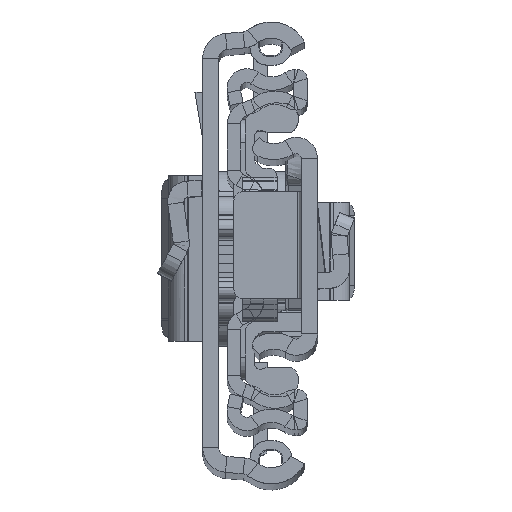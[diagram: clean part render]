
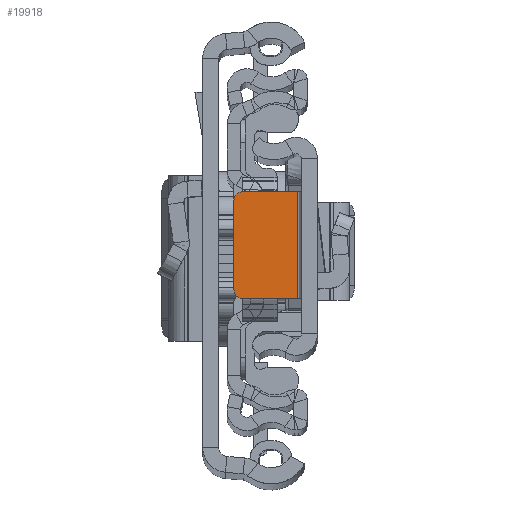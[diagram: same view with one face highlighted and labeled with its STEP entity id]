
A CAD part, top view. The second image highlights one B-rep face of the part: STEP entity #19918.
In plain terms, the highlighted planar face has unit normal (0, 0, 1).
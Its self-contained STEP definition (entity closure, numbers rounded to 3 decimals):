
#1477 = ORIENTED_EDGE ( 'NONE', *, *, #10649, .T. ) ;
#1761 = DIRECTION ( 'NONE',  ( 1., 0., 0. ) ) ;
#2190 = CIRCLE ( 'NONE', #19089, 1. ) ;
#3576 = CARTESIAN_POINT ( 'NONE',  ( -9.4, 6.151, -6.8 ) ) ;
#4388 = VECTOR ( 'NONE', #20094, 1000. ) ;
#4953 = EDGE_CURVE ( 'NONE', #21981, #10838, #20329, .T. ) ;
#5929 = VERTEX_POINT ( 'NONE', #18492 ) ;
#6575 = LINE ( 'NONE', #3576, #18258 ) ;
#6797 = CIRCLE ( 'NONE', #17418, 1. ) ;
#6968 = ORIENTED_EDGE ( 'NONE', *, *, #22983, .T. ) ;
#7114 = DIRECTION ( 'NONE',  ( 0., 0., 1. ) ) ;
#8304 = VERTEX_POINT ( 'NONE', #27203 ) ;
#8531 = CARTESIAN_POINT ( 'NONE',  ( -2.3, 6.151, -6.8 ) ) ;
#8712 = CARTESIAN_POINT ( 'NONE',  ( 0., 0., -6.8 ) ) ;
#9148 = DIRECTION ( 'NONE',  ( 0., -1., 0. ) ) ;
#9340 = EDGE_LOOP ( 'NONE', ( #17820, #1477, #14501, #25246, #25605, #6968 ) ) ;
#10649 = EDGE_CURVE ( 'NONE', #11602, #8304, #2190, .T. ) ;
#10838 = VERTEX_POINT ( 'NONE', #25854 ) ;
#11602 = VERTEX_POINT ( 'NONE', #26245 ) ;
#11783 = DIRECTION ( 'NONE',  ( 0., 0., 1. ) ) ;
#11812 = CARTESIAN_POINT ( 'NONE',  ( -8.4, 5.151, -6.8 ) ) ;
#12058 = VECTOR ( 'NONE', #9148, 1000. ) ;
#12802 = FACE_OUTER_BOUND ( 'NONE', #9340, .T. ) ;
#13011 = CARTESIAN_POINT ( 'NONE',  ( -1.8, 6.151, -6.8 ) ) ;
#14501 = ORIENTED_EDGE ( 'NONE', *, *, #23813, .F. ) ;
#14656 = VECTOR ( 'NONE', #29101, 1000. ) ;
#14961 = CARTESIAN_POINT ( 'NONE',  ( -2.3, 6.151, -6.8 ) ) ;
#15355 = AXIS2_PLACEMENT_3D ( 'NONE', #8712, #22307, #1761 ) ;
#16340 = DIRECTION ( 'NONE',  ( 1., 0., 0. ) ) ;
#16529 = CARTESIAN_POINT ( 'NONE',  ( -8.4, -4.849, -6.8 ) ) ;
#17418 = AXIS2_PLACEMENT_3D ( 'NONE', #11812, #7114, #16340 ) ;
#17741 = CARTESIAN_POINT ( 'NONE',  ( -8.4, 6.151, -6.8 ) ) ;
#17820 = ORIENTED_EDGE ( 'NONE', *, *, #19915, .F. ) ;
#18258 = VECTOR ( 'NONE', #19732, 1000. ) ;
#18492 = CARTESIAN_POINT ( 'NONE',  ( -9.4, 5.151, -6.8 ) ) ;
#19089 = AXIS2_PLACEMENT_3D ( 'NONE', #16529, #11783, #21007 ) ;
#19732 = DIRECTION ( 'NONE',  ( 0., 1., 0. ) ) ;
#19915 = EDGE_CURVE ( 'NONE', #11602, #5929, #6575, .T. ) ;
#19918 = ADVANCED_FACE ( 'NONE', ( #12802 ), #20348, .T. ) ;
#20094 = DIRECTION ( 'NONE',  ( 1., 0., 0. ) ) ;
#20329 = LINE ( 'NONE', #8531, #12058 ) ;
#20348 = PLANE ( 'NONE',  #15355 ) ;
#21007 = DIRECTION ( 'NONE',  ( 1., 0., 0. ) ) ;
#21981 = VERTEX_POINT ( 'NONE', #14961 ) ;
#22307 = DIRECTION ( 'NONE',  ( 0., 0., 1. ) ) ;
#22571 = LINE ( 'NONE', #29566, #14656 ) ;
#22983 = EDGE_CURVE ( 'NONE', #25725, #5929, #6797, .T. ) ;
#23218 = EDGE_CURVE ( 'NONE', #25725, #21981, #29198, .T. ) ;
#23813 = EDGE_CURVE ( 'NONE', #10838, #8304, #22571, .T. ) ;
#25246 = ORIENTED_EDGE ( 'NONE', *, *, #4953, .F. ) ;
#25605 = ORIENTED_EDGE ( 'NONE', *, *, #23218, .F. ) ;
#25725 = VERTEX_POINT ( 'NONE', #17741 ) ;
#25854 = CARTESIAN_POINT ( 'NONE',  ( -2.3, -5.849, -6.8 ) ) ;
#26245 = CARTESIAN_POINT ( 'NONE',  ( -9.4, -4.849, -6.8 ) ) ;
#27203 = CARTESIAN_POINT ( 'NONE',  ( -8.4, -5.849, -6.8 ) ) ;
#29101 = DIRECTION ( 'NONE',  ( -1., 0., 0. ) ) ;
#29198 = LINE ( 'NONE', #13011, #4388 ) ;
#29566 = CARTESIAN_POINT ( 'NONE',  ( -9.4, -5.849, -6.8 ) ) ;
